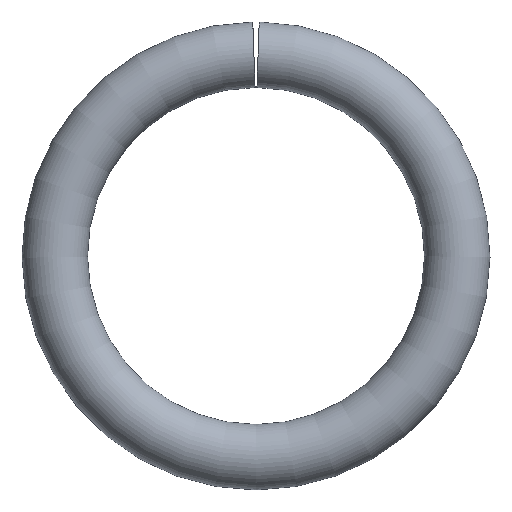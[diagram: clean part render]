
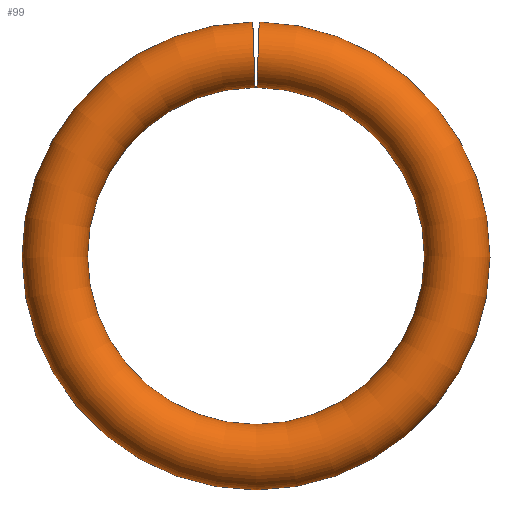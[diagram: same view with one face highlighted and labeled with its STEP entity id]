
A CAD part, left-side view. The second image highlights one B-rep face of the part: STEP entity #99.
In plain terms, the highlighted toroidal (fillet/blend) face has major radius 2.15 mm and minor radius 0.35 mm.
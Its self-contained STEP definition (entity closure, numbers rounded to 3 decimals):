
#22=B_SPLINE_CURVE_WITH_KNOTS('',3,(#164,#165,#166,#167,#168),
 .UNSPECIFIED.,.F.,.F.,(4,1,4),(0.,0.001,
0.001),.UNSPECIFIED.);
#23=B_SPLINE_CURVE_WITH_KNOTS('',3,(#172,#173,#174,#175,#176),
 .UNSPECIFIED.,.F.,.F.,(4,1,4),(0.,0.001,
0.001),.UNSPECIFIED.);
#26=TOROIDAL_SURFACE('',#120,2.15,0.35);
#40=ORIENTED_EDGE('',*,*,#62,.F.);
#41=ORIENTED_EDGE('',*,*,#64,.T.);
#42=ORIENTED_EDGE('',*,*,#65,.T.);
#43=ORIENTED_EDGE('',*,*,#66,.T.);
#62=EDGE_CURVE('',#74,#75,#81,.T.);
#64=EDGE_CURVE('',#74,#76,#22,.T.);
#65=EDGE_CURVE('',#76,#77,#82,.T.);
#66=EDGE_CURVE('',#77,#75,#23,.T.);
#74=VERTEX_POINT('',#159);
#75=VERTEX_POINT('',#161);
#76=VERTEX_POINT('',#169);
#77=VERTEX_POINT('',#171);
#81=CIRCLE('',#119,2.5);
#82=CIRCLE('',#121,1.8);
#85=EDGE_LOOP('',(#40,#41,#42,#43));
#91=FACE_BOUND('',#85,.T.);
#99=ADVANCED_FACE('',(#91),#26,.T.);
#119=AXIS2_PLACEMENT_3D('',#160,#134,#135);
#120=AXIS2_PLACEMENT_3D('',#163,#137,#138);
#121=AXIS2_PLACEMENT_3D('',#170,#139,#140);
#134=DIRECTION('',(1.,0.,0.));
#135=DIRECTION('',(0.,0.,-1.));
#137=DIRECTION('',(1.,0.,0.));
#138=DIRECTION('',(0.,0.,-1.));
#139=DIRECTION('',(1.,0.,0.));
#140=DIRECTION('',(0.,0.,-1.));
#159=CARTESIAN_POINT('',(0.35,-0.034,2.5));
#160=CARTESIAN_POINT('',(0.35,0.,0.));
#161=CARTESIAN_POINT('',(0.35,0.034,2.5));
#163=CARTESIAN_POINT('',(0.35,0.,0.));
#164=CARTESIAN_POINT('',(0.35,-0.034,2.5));
#165=CARTESIAN_POINT('',(0.165,-0.034,2.5));
#166=CARTESIAN_POINT('',(-0.165,-0.022,2.15));
#167=CARTESIAN_POINT('',(0.165,-0.01,1.8));
#168=CARTESIAN_POINT('',(0.35,-0.01,1.8));
#169=CARTESIAN_POINT('',(0.35,-0.01,1.8));
#170=CARTESIAN_POINT('',(0.35,0.,0.));
#171=CARTESIAN_POINT('',(0.35,0.01,1.8));
#172=CARTESIAN_POINT('',(0.35,0.01,1.8));
#173=CARTESIAN_POINT('',(0.165,0.01,1.8));
#174=CARTESIAN_POINT('',(-0.165,0.022,2.149));
#175=CARTESIAN_POINT('',(0.165,0.034,2.5));
#176=CARTESIAN_POINT('',(0.35,0.034,2.5));
